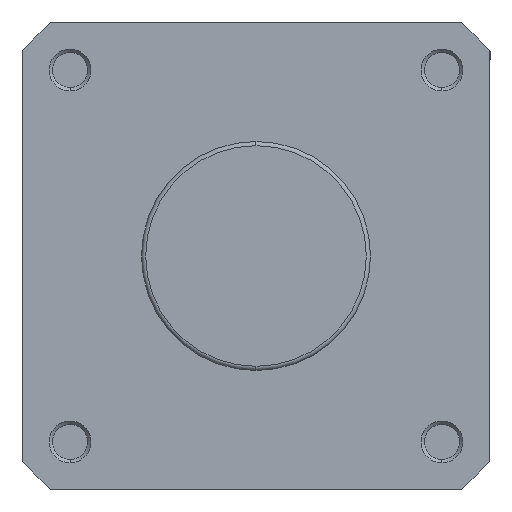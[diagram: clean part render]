
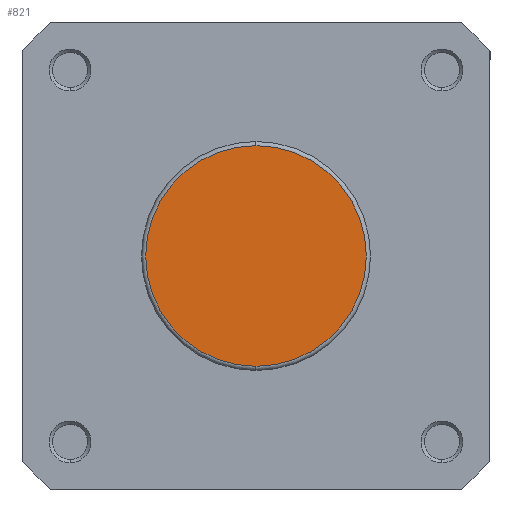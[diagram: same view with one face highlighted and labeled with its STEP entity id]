
A CAD part, left-side view. The second image highlights one B-rep face of the part: STEP entity #821.
In plain terms, the highlighted planar face has unit normal (-1, 0, 0).
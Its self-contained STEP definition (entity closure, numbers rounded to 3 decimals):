
#650 = EDGE_LOOP ( 'NONE', ( #1180, #1181 ) ) ;
#821 = ADVANCED_FACE ( 'NONE', ( #1503 ), #5082, .F. ) ;
#1180 = ORIENTED_EDGE ( 'NONE', *, *, #4000, .T. ) ;
#1181 = ORIENTED_EDGE ( 'NONE', *, *, #4057, .T. ) ;
#1503 = FACE_OUTER_BOUND ( 'NONE', #650, .T. ) ;
#2021 = CIRCLE ( 'NONE', #4630, 26.4 ) ;
#2125 = CARTESIAN_POINT ( 'NONE',  ( 0., 0., 0. ) ) ;
#2127 = DIRECTION ( 'NONE',  ( -1., 0., 0. ) ) ;
#2128 = DIRECTION ( 'NONE',  ( 0., 0., -1. ) ) ;
#3194 = CIRCLE ( 'NONE', #4656, 26.4 ) ;
#3869 = VERTEX_POINT ( 'NONE', #5882 ) ;
#3900 = VERTEX_POINT ( 'NONE', #5913 ) ;
#4000 = EDGE_CURVE ( 'NONE', #3869, #3900, #2021, .T. ) ;
#4057 = EDGE_CURVE ( 'NONE', #3900, #3869, #3194, .T. ) ;
#4411 = AXIS2_PLACEMENT_3D ( 'NONE', #5083, #5092, #5093 ) ;
#4630 = AXIS2_PLACEMENT_3D ( 'NONE', #6071, #6072, #6073 ) ;
#4656 = AXIS2_PLACEMENT_3D ( 'NONE', #2125, #2127, #2128 ) ;
#5082 = PLANE ( 'NONE',  #4411 ) ;
#5083 = CARTESIAN_POINT ( 'NONE',  ( 0., 27.4, 0. ) ) ;
#5092 = DIRECTION ( 'NONE',  ( 1., 0., 0. ) ) ;
#5093 = DIRECTION ( 'NONE',  ( 0., 0., -1. ) ) ;
#5882 = CARTESIAN_POINT ( 'NONE',  ( 0., 0., -26.4 ) ) ;
#5913 = CARTESIAN_POINT ( 'NONE',  ( 0., 0., 26.4 ) ) ;
#6071 = CARTESIAN_POINT ( 'NONE',  ( 0., 0., 0. ) ) ;
#6072 = DIRECTION ( 'NONE',  ( -1., 0., 0. ) ) ;
#6073 = DIRECTION ( 'NONE',  ( 0., 0., -1. ) ) ;
